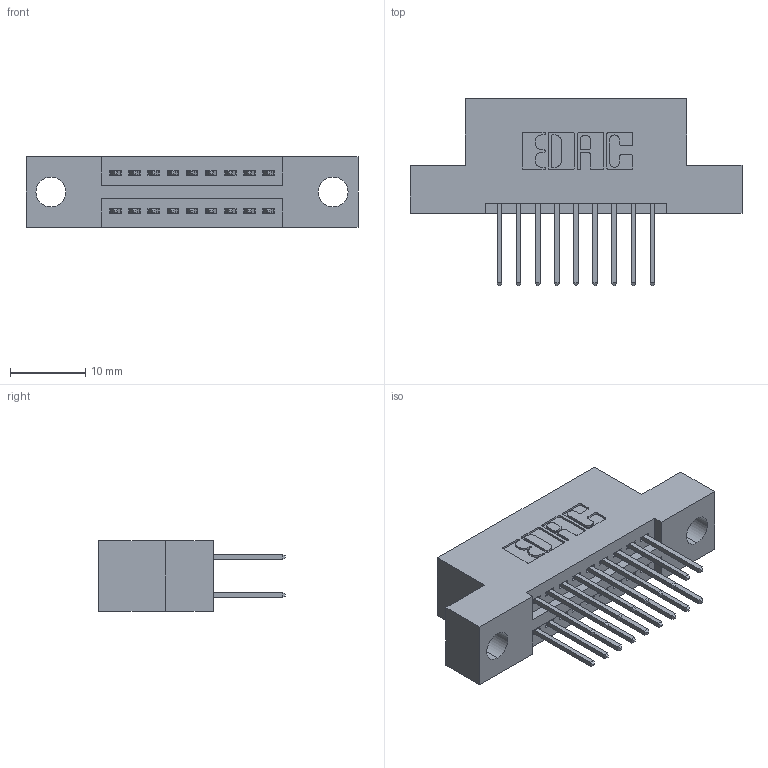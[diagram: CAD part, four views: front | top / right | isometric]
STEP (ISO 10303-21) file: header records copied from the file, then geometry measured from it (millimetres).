
FILE_DESCRIPTION (( 'STEP AP203' ), '1' );
FILE_NAME ('395-018-523-204.STEP', '2018-11-07T00:37:21', ( '' ), ( '' ), 'SwSTEP 2.0', 'SolidWorks 2016', '' );
FILE_SCHEMA (( 'CONFIG_CONTROL_DESIGN' ));
Length unit declared in the file: inch
Products named in the file (3): 345-292-001_345-293-123; 395-018-523-204; 345 Part_Flush Mounting Lugs - 0.156 Dia-TH
Assembly tree (19 placements, depth 2):
  395-018-523-204
    345 Part_Flush Mounting Lugs - 0.156 Dia-TH
    345-292-001_345-293-123  x18
Bounding box: 44.07 x 24.82 x 9.4 mm (x, y, z)
Volume: 3923.6 mm3; surface area: 5141.3 mm2
Topology: 19 solids, 19 shells, 1026 faces, 3023 edges, 1990 vertices
Faces by surface type: plane 674, cylinder 352
Entity records: 11525 total; most frequent: CARTESIAN_POINT 1964, ORIENTED_EDGE 1898, DIRECTION 1773, EDGE_CURVE 949, VECTOR 781, LINE 781, VERTEX_POINT 630, AXIS2_PLACEMENT_3D 496
